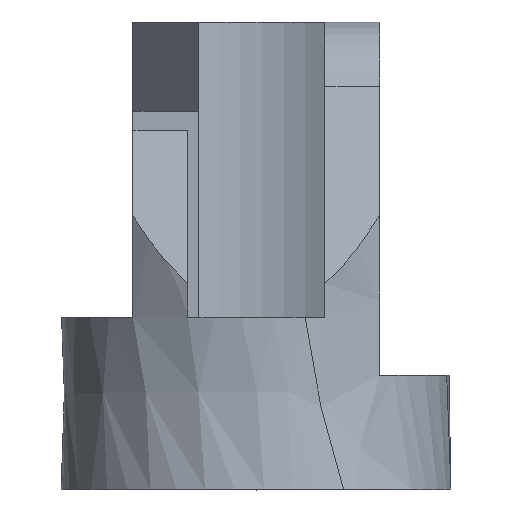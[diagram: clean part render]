
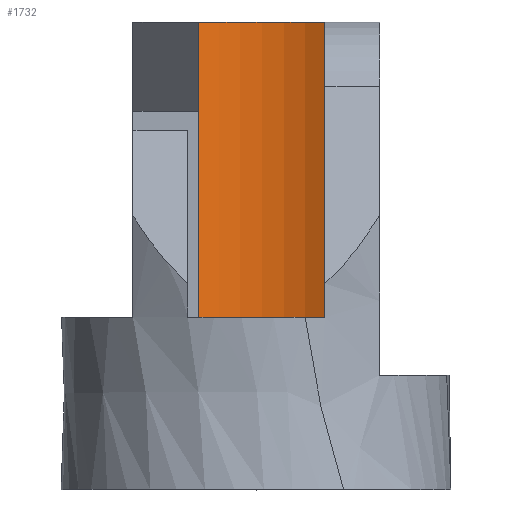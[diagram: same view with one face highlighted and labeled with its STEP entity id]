
A CAD part, top view. The second image highlights one B-rep face of the part: STEP entity #1732.
In plain terms, the highlighted cylindrical face has radius 5 mm (diameter 10 mm), a partial arc.
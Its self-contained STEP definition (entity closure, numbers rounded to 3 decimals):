
#15 = EDGE_CURVE ( 'NONE', #2265, #1333, #2389, .T. ) ;
#56 = ORIENTED_EDGE ( 'NONE', *, *, #15, .T. ) ;
#57 = DIRECTION ( 'NONE',  ( 0., 1., 0. ) ) ;
#87 = CYLINDRICAL_SURFACE ( 'NONE', #222, 5. ) ;
#94 = ORIENTED_EDGE ( 'NONE', *, *, #813, .F. ) ;
#164 = CARTESIAN_POINT ( 'NONE',  ( -2.116, -0.02, -4.53 ) ) ;
#189 = EDGE_LOOP ( 'NONE', ( #56, #1654, #1482, #94, #1887 ) ) ;
#191 = DIRECTION ( 'NONE',  ( 0., 1., 0. ) ) ;
#210 = VECTOR ( 'NONE', #1209, 1000. ) ;
#222 = AXIS2_PLACEMENT_3D ( 'NONE', #1630, #191, #2241 ) ;
#387 = VECTOR ( 'NONE', #57, 1000. ) ;
#656 = CARTESIAN_POINT ( 'NONE',  ( -2.116, 13.81, -4.53 ) ) ;
#782 = CARTESIAN_POINT ( 'NONE',  ( 2.5, 6.28, -4.33 ) ) ;
#801 = VERTEX_POINT ( 'NONE', #656 ) ;
#813 = EDGE_CURVE ( 'NONE', #1727, #801, #954, .T. ) ;
#954 = LINE ( 'NONE', #164, #387 ) ;
#995 = DIRECTION ( 'NONE',  ( 0., 1., 0. ) ) ;
#1085 = EDGE_CURVE ( 'NONE', #2292, #1333, #1452, .T. ) ;
#1150 = EDGE_CURVE ( 'NONE', #801, #2292, #2440, .T. ) ;
#1209 = DIRECTION ( 'NONE',  ( 0., 1., 0. ) ) ;
#1333 = VERTEX_POINT ( 'NONE', #2470 ) ;
#1403 = DIRECTION ( 'NONE',  ( 0., 1., 0. ) ) ;
#1452 = CIRCLE ( 'NONE', #2382, 5. ) ;
#1469 = CARTESIAN_POINT ( 'NONE',  ( 0., 17.06, 0. ) ) ;
#1482 = ORIENTED_EDGE ( 'NONE', *, *, #1150, .F. ) ;
#1529 = DIRECTION ( 'NONE',  ( 0., 0., 1. ) ) ;
#1624 = EDGE_CURVE ( 'NONE', #2265, #1727, #1931, .T. ) ;
#1630 = CARTESIAN_POINT ( 'NONE',  ( 0., -0.02, 0. ) ) ;
#1654 = ORIENTED_EDGE ( 'NONE', *, *, #1085, .F. ) ;
#1660 = AXIS2_PLACEMENT_3D ( 'NONE', #2208, #995, #2402 ) ;
#1727 = VERTEX_POINT ( 'NONE', #2046 ) ;
#1732 = ADVANCED_FACE ( 'NONE', ( #2259 ), #87, .F. ) ;
#1864 = VECTOR ( 'NONE', #1403, 1000. ) ;
#1887 = ORIENTED_EDGE ( 'NONE', *, *, #1624, .F. ) ;
#1931 = CIRCLE ( 'NONE', #1660, 5. ) ;
#2046 = CARTESIAN_POINT ( 'NONE',  ( -2.116, 6.28, -4.53 ) ) ;
#2208 = CARTESIAN_POINT ( 'NONE',  ( 0., 6.28, 0. ) ) ;
#2214 = CARTESIAN_POINT ( 'NONE',  ( -2.116, 17.06, -4.53 ) ) ;
#2221 = CARTESIAN_POINT ( 'NONE',  ( -2.116, 17.06, -4.53 ) ) ;
#2241 = DIRECTION ( 'NONE',  ( 0., 0., 1. ) ) ;
#2259 = FACE_OUTER_BOUND ( 'NONE', #189, .T. ) ;
#2265 = VERTEX_POINT ( 'NONE', #782 ) ;
#2292 = VERTEX_POINT ( 'NONE', #2214 ) ;
#2382 = AXIS2_PLACEMENT_3D ( 'NONE', #1469, #2450, #1529 ) ;
#2389 = LINE ( 'NONE', #2590, #1864 ) ;
#2402 = DIRECTION ( 'NONE',  ( 1., 0., 0. ) ) ;
#2440 = LINE ( 'NONE', #2221, #210 ) ;
#2450 = DIRECTION ( 'NONE',  ( 0., -1., 0. ) ) ;
#2470 = CARTESIAN_POINT ( 'NONE',  ( 2.5, 17.06, -4.33 ) ) ;
#2590 = CARTESIAN_POINT ( 'NONE',  ( 2.5, -0.02, -4.33 ) ) ;
